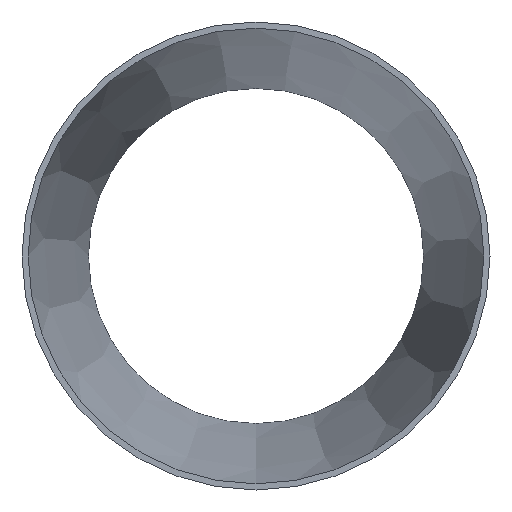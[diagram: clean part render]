
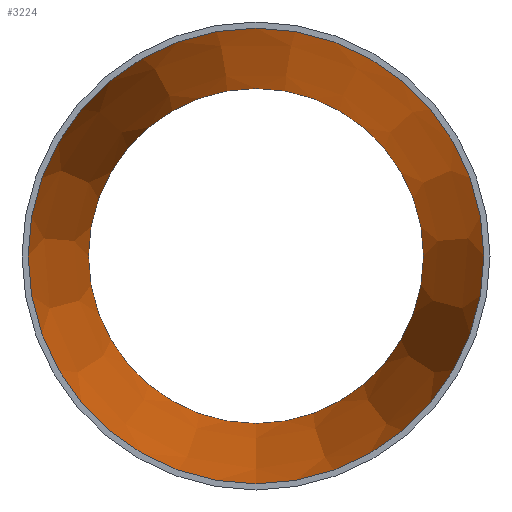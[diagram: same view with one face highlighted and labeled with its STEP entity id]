
A CAD part, front view. The second image highlights one B-rep face of the part: STEP entity #3224.
In plain terms, the highlighted conical face has half-angle 8.07 degrees and reference radius 74.98 mm.
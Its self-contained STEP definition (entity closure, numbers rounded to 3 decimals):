
#695 = FACE_OUTER_BOUND ( 'NONE', #3918, .T. ) ;
#797 = DIRECTION ( 'NONE',  ( 0., 0., -1. ) ) ;
#1400 = DIRECTION ( 'NONE',  ( 0., -1., 0. ) ) ;
#2625 = VERTEX_POINT ( 'NONE', #21293 ) ;
#3224 = ADVANCED_FACE ( 'NONE', ( #8870, #695 ), #11103, .F. ) ;
#3304 = CIRCLE ( 'NONE', #13502, 74.98 ) ;
#3918 = EDGE_LOOP ( 'NONE', ( #7115 ) ) ;
#4099 = DIRECTION ( 'NONE',  ( 0., -1., 0. ) ) ;
#5541 = DIRECTION ( 'NONE',  ( 0., 0., -1. ) ) ;
#7115 = ORIENTED_EDGE ( 'NONE', *, *, #15252, .T. ) ;
#7209 = CARTESIAN_POINT ( 'NONE',  ( 0., 0., 0. ) ) ;
#8331 = AXIS2_PLACEMENT_3D ( 'NONE', #9702, #1400, #16255 ) ;
#8870 = FACE_BOUND ( 'NONE', #16880, .T. ) ;
#9702 = CARTESIAN_POINT ( 'NONE',  ( 0., 140., 0. ) ) ;
#9805 = CARTESIAN_POINT ( 'NONE',  ( 0., 0., -74.98 ) ) ;
#10029 = ORIENTED_EDGE ( 'NONE', *, *, #12571, .F. ) ;
#11103 = CONICAL_SURFACE ( 'NONE', #19491, 74.98, 0.141 ) ;
#11453 = VERTEX_POINT ( 'NONE', #9805 ) ;
#11844 = CIRCLE ( 'NONE', #8331, 55.13 ) ;
#12571 = EDGE_CURVE ( 'NONE', #2625, #2625, #11844, .T. ) ;
#13502 = AXIS2_PLACEMENT_3D ( 'NONE', #20794, #15875, #797 ) ;
#15252 = EDGE_CURVE ( 'NONE', #11453, #11453, #3304, .T. ) ;
#15875 = DIRECTION ( 'NONE',  ( 0., -1., 0. ) ) ;
#16255 = DIRECTION ( 'NONE',  ( 0., 0., -1. ) ) ;
#16880 = EDGE_LOOP ( 'NONE', ( #10029 ) ) ;
#19491 = AXIS2_PLACEMENT_3D ( 'NONE', #7209, #4099, #5541 ) ;
#20794 = CARTESIAN_POINT ( 'NONE',  ( 0., 0., 0. ) ) ;
#21293 = CARTESIAN_POINT ( 'NONE',  ( 0., 140., -55.13 ) ) ;
